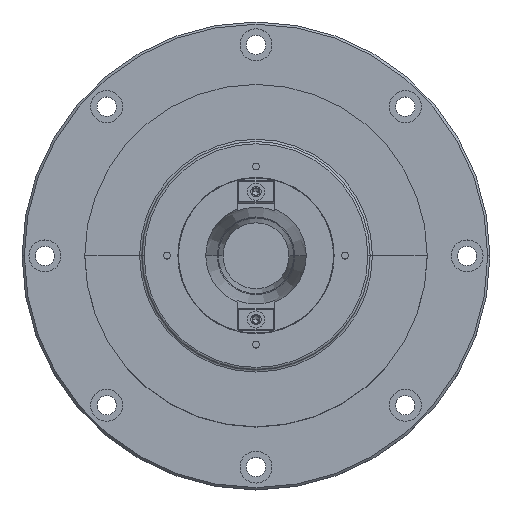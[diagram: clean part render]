
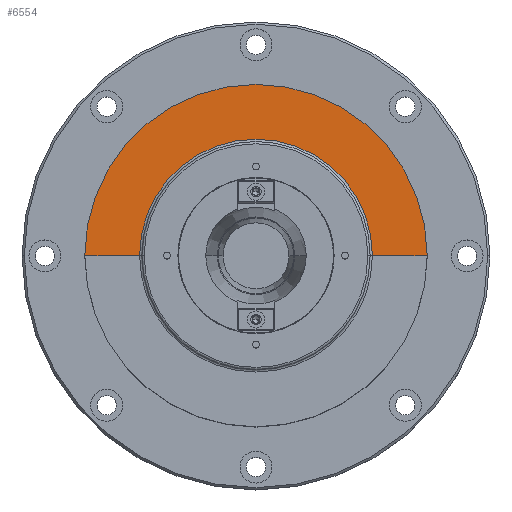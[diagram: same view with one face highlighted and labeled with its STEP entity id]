
A CAD part, top view. The second image highlights one B-rep face of the part: STEP entity #6554.
In plain terms, the highlighted conical face has half-angle 89.987 degrees and reference radius 75 mm.
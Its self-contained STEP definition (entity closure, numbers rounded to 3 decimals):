
#178 = VERTEX_POINT ( 'NONE', #843 ) ;
#310 = DIRECTION ( 'NONE',  ( 0., 0., 1. ) ) ;
#341 = EDGE_CURVE ( 'NONE', #673, #355, #4208, .T. ) ;
#355 = VERTEX_POINT ( 'NONE', #7782 ) ;
#624 = AXIS2_PLACEMENT_3D ( 'NONE', #9579, #4593, #310 ) ;
#673 = VERTEX_POINT ( 'NONE', #4906 ) ;
#843 = CARTESIAN_POINT ( 'NONE',  ( 7.996, 0., 51. ) ) ;
#900 = AXIS2_PLACEMENT_3D ( 'NONE', #4796, #8090, #7373 ) ;
#1119 = ORIENTED_EDGE ( 'NONE', *, *, #3103, .F. ) ;
#1225 = LINE ( 'NONE', #10085, #10305 ) ;
#1299 = CONICAL_SURFACE ( 'NONE', #624, 75., 1.571 ) ;
#2228 = VERTEX_POINT ( 'NONE', #3274 ) ;
#2442 = ORIENTED_EDGE ( 'NONE', *, *, #9793, .T. ) ;
#2843 = DIRECTION ( 'NONE',  ( -1., 0., 0. ) ) ;
#3103 = EDGE_CURVE ( 'NONE', #2228, #355, #8850, .T. ) ;
#3274 = CARTESIAN_POINT ( 'NONE',  ( 7.996, 0., -51. ) ) ;
#3647 = DIRECTION ( 'NONE',  ( 0., 0., 1. ) ) ;
#3720 = CARTESIAN_POINT ( 'NONE',  ( 7.99, 0., 0. ) ) ;
#4208 = CIRCLE ( 'NONE', #10724, 75. ) ;
#4593 = DIRECTION ( 'NONE',  ( -1., 0., 0. ) ) ;
#4796 = CARTESIAN_POINT ( 'NONE',  ( 7.996, 0., 0. ) ) ;
#4906 = CARTESIAN_POINT ( 'NONE',  ( 7.99, 0., 75. ) ) ;
#4988 = ORIENTED_EDGE ( 'NONE', *, *, #5587, .F. ) ;
#5096 = DIRECTION ( 'NONE',  ( 0., 0., 1. ) ) ;
#5439 = FACE_OUTER_BOUND ( 'NONE', #6781, .T. ) ;
#5543 = CIRCLE ( 'NONE', #900, 51. ) ;
#5587 = EDGE_CURVE ( 'NONE', #178, #2228, #5543, .T. ) ;
#6128 = VECTOR ( 'NONE', #10482, 1000. ) ;
#6554 = ADVANCED_FACE ( 'NONE', ( #5439 ), #1299, .F. ) ;
#6781 = EDGE_LOOP ( 'NONE', ( #1119, #4988, #2442, #8899 ) ) ;
#7373 = DIRECTION ( 'NONE',  ( 0., 0., 1. ) ) ;
#7782 = CARTESIAN_POINT ( 'NONE',  ( 7.99, 0., -75. ) ) ;
#8090 = DIRECTION ( 'NONE',  ( -1., 0., 0. ) ) ;
#8850 = LINE ( 'NONE', #9654, #6128 ) ;
#8899 = ORIENTED_EDGE ( 'NONE', *, *, #341, .T. ) ;
#9579 = CARTESIAN_POINT ( 'NONE',  ( 7.99, 0., 0. ) ) ;
#9654 = CARTESIAN_POINT ( 'NONE',  ( 7.99, 0., -75. ) ) ;
#9793 = EDGE_CURVE ( 'NONE', #178, #673, #1225, .T. ) ;
#10085 = CARTESIAN_POINT ( 'NONE',  ( 7.99, 0., 75. ) ) ;
#10305 = VECTOR ( 'NONE', #5096, 1000. ) ;
#10482 = DIRECTION ( 'NONE',  ( 0., 0., -1. ) ) ;
#10724 = AXIS2_PLACEMENT_3D ( 'NONE', #3720, #2843, #3647 ) ;
